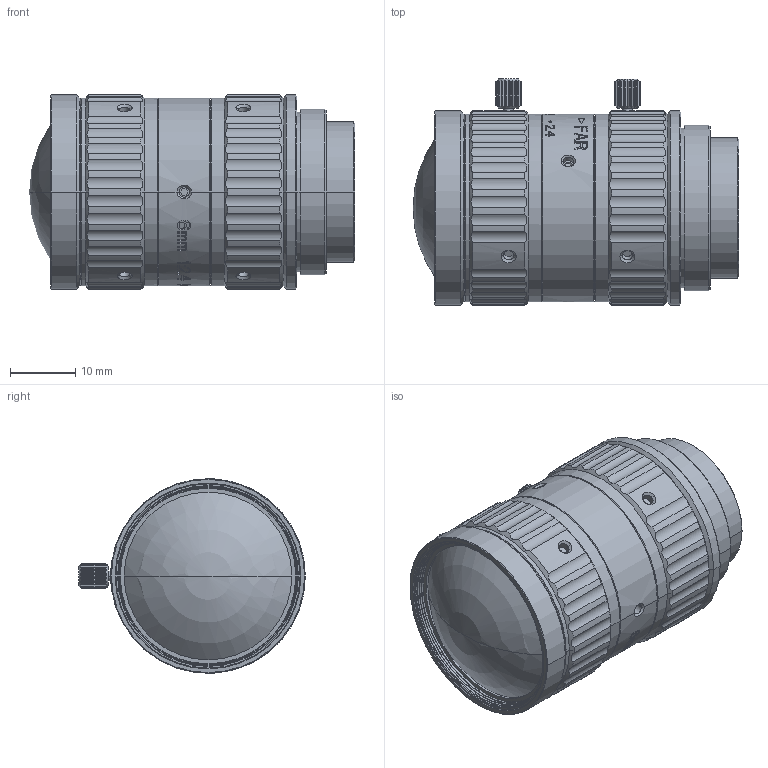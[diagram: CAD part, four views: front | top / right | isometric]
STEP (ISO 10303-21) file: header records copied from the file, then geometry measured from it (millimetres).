
FILE_DESCRIPTION(('FreeCAD Model'),'2;1');
FILE_NAME('Open CASCADE Shape Model','2025-01-21T10:36:35',('Author'),( ''),'Open CASCADE STEP processor 7.8','FreeCAD','Unknown');
FILE_SCHEMA(('AUTOMOTIVE_DESIGN { 1 0 10303 214 1 1 1 1 }'));
Length unit declared in the file: millimetre
Products named in the file (1): 0JG
Bounding box: 49.89 x 34.7 x 29.8 mm (x, y, z)
Volume: 29475.2 mm3; surface area: 6980.3 mm2
Topology: 1 solids, 5 shells, 1160 faces, 3115 edges, 2042 vertices
Faces by surface type: plane 429, cylinder 330, bspline 304, cone 87, torus 6, sphere 4
Entity records: 52608 total; most frequent: CARTESIAN_POINT 25953, ORIENTED_EDGE 6222, DIRECTION 4409, EDGE_CURVE 3111, VERTEX_POINT 2042, AXIS2_PLACEMENT_3D 1501, LINE 1407, VECTOR 1407
